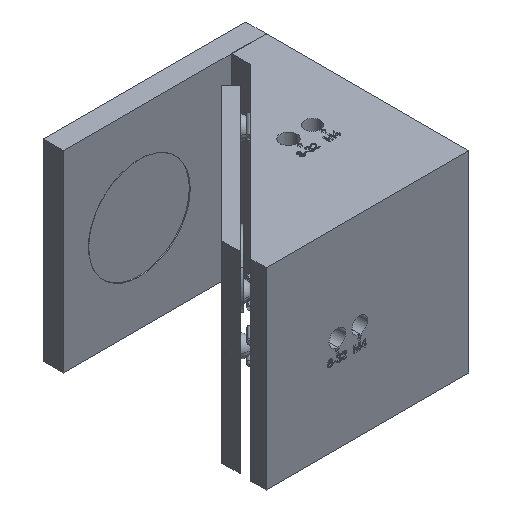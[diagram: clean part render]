
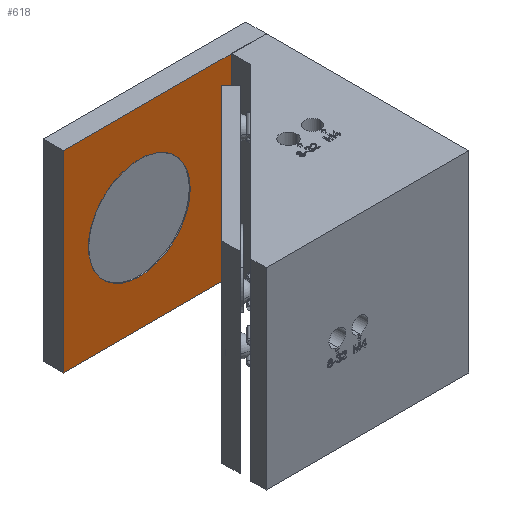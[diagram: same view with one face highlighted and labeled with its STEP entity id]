
A CAD part, isometric view. The second image highlights one B-rep face of the part: STEP entity #618.
In plain terms, the highlighted planar face has unit normal (0, -1, 0).
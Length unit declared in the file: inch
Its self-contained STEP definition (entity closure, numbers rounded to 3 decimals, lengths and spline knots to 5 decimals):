
#184 = AXIS2_PLACEMENT_3D ( 'NONE', #37828, #22930, #8153 ) ;
#618 = ADVANCED_FACE ( 'NONE', ( #21989, #31900, #24320, #39968 ), #40873, .F. ) ;
#677 = AXIS2_PLACEMENT_3D ( 'NONE', #42871, #25430, #35308 ) ;
#1371 = CIRCLE ( 'NONE', #14600, 0.06425 ) ;
#1834 = EDGE_LOOP ( 'NONE', ( #44400, #39635, #30883, #5575 ) ) ;
#2395 = VERTEX_POINT ( 'NONE', #45464 ) ;
#3055 = CARTESIAN_POINT ( 'NONE',  ( 0.95021, 1.61268, 0.2 ) ) ;
#3955 = VERTEX_POINT ( 'NONE', #3055 ) ;
#4473 = EDGE_CURVE ( 'NONE', #16106, #30830, #25855, .T. ) ;
#4561 = DIRECTION ( 'NONE',  ( 0., 1., 0. ) ) ;
#5023 = DIRECTION ( 'NONE',  ( -1., 0., 0. ) ) ;
#5575 = ORIENTED_EDGE ( 'NONE', *, *, #38836, .T. ) ;
#5641 = CARTESIAN_POINT ( 'NONE',  ( 1.18346, 1.61268, 0. ) ) ;
#6115 = VECTOR ( 'NONE', #6560, 39.37008 ) ;
#6560 = DIRECTION ( 'NONE',  ( 1., 0., 0. ) ) ;
#6812 = CARTESIAN_POINT ( 'NONE',  ( 1.18346, 1.61268, 1.9 ) ) ;
#8153 = DIRECTION ( 'NONE',  ( 1., 0., 0. ) ) ;
#8442 = EDGE_CURVE ( 'NONE', #3955, #23587, #20089, .T. ) ;
#8810 = DIRECTION ( 'NONE',  ( -1., 0., 0. ) ) ;
#9383 = DIRECTION ( 'NONE',  ( 0., 1., 0. ) ) ;
#14600 = AXIS2_PLACEMENT_3D ( 'NONE', #27582, #9383, #38562 ) ;
#14674 = DIRECTION ( 'NONE',  ( 0., -1., 0. ) ) ;
#14698 = EDGE_CURVE ( 'NONE', #39380, #27301, #21511, .T. ) ;
#15593 = DIRECTION ( 'NONE',  ( -1., 0., 0. ) ) ;
#15794 = CARTESIAN_POINT ( 'NONE',  ( -0.81654, 1.61268, 1.9 ) ) ;
#15958 = CARTESIAN_POINT ( 'NONE',  ( 1.01446, 1.61268, 1.7 ) ) ;
#16106 = VERTEX_POINT ( 'NONE', #15794 ) ;
#16359 = CARTESIAN_POINT ( 'NONE',  ( 1.01446, 1.61268, 1.7 ) ) ;
#17517 = CIRCLE ( 'NONE', #30888, 0.06425 ) ;
#17523 = CARTESIAN_POINT ( 'NONE',  ( 0.43446, 1.61268, 0.95 ) ) ;
#18868 = LINE ( 'NONE', #24920, #19441 ) ;
#18969 = ORIENTED_EDGE ( 'NONE', *, *, #38394, .T. ) ;
#19441 = VECTOR ( 'NONE', #28048, 39.37008 ) ;
#19798 = DIRECTION ( 'NONE',  ( 0., 1., 0. ) ) ;
#19808 = DIRECTION ( 'NONE',  ( 1., 0., 0. ) ) ;
#20028 = DIRECTION ( 'NONE',  ( 0., 1., 0. ) ) ;
#20089 = CIRCLE ( 'NONE', #677, 0.06425 ) ;
#21511 = CIRCLE ( 'NONE', #184, 0.501 ) ;
#21989 = FACE_BOUND ( 'NONE', #27832, .T. ) ;
#22368 = VERTEX_POINT ( 'NONE', #24380 ) ;
#22567 = EDGE_CURVE ( 'NONE', #33780, #30830, #18868, .T. ) ;
#22604 = AXIS2_PLACEMENT_3D ( 'NONE', #16359, #19798, #5023 ) ;
#22930 = DIRECTION ( 'NONE',  ( 0., -1., 0. ) ) ;
#22979 = ORIENTED_EDGE ( 'NONE', *, *, #14698, .F. ) ;
#23437 = CARTESIAN_POINT ( 'NONE',  ( -0.81654, 1.61268, 0. ) ) ;
#23567 = AXIS2_PLACEMENT_3D ( 'NONE', #44596, #4561, #15593 ) ;
#23587 = VERTEX_POINT ( 'NONE', #39026 ) ;
#24320 = FACE_BOUND ( 'NONE', #48044, .T. ) ;
#24380 = CARTESIAN_POINT ( 'NONE',  ( 1.07871, 1.61268, 1.7 ) ) ;
#24626 = ORIENTED_EDGE ( 'NONE', *, *, #31095, .T. ) ;
#24699 = VECTOR ( 'NONE', #27369, 39.37008 ) ;
#24920 = CARTESIAN_POINT ( 'NONE',  ( 1.18346, 1.61268, 0. ) ) ;
#25239 = DIRECTION ( 'NONE',  ( 1., 0., 0. ) ) ;
#25430 = DIRECTION ( 'NONE',  ( 0., 1., 0. ) ) ;
#25560 = CARTESIAN_POINT ( 'NONE',  ( -0.81654, 1.61268, 1.9 ) ) ;
#25666 = CARTESIAN_POINT ( 'NONE',  ( -0.56754, 1.61268, 0.95 ) ) ;
#25855 = LINE ( 'NONE', #25560, #6115 ) ;
#27301 = VERTEX_POINT ( 'NONE', #17523 ) ;
#27369 = DIRECTION ( 'NONE',  ( 0., 0., 1. ) ) ;
#27582 = CARTESIAN_POINT ( 'NONE',  ( 1.01446, 1.61268, 0.2 ) ) ;
#27832 = EDGE_LOOP ( 'NONE', ( #31987, #22979 ) ) ;
#28048 = DIRECTION ( 'NONE',  ( 0., 0., 1. ) ) ;
#30830 = VERTEX_POINT ( 'NONE', #6812 ) ;
#30883 = ORIENTED_EDGE ( 'NONE', *, *, #47457, .F. ) ;
#30888 = AXIS2_PLACEMENT_3D ( 'NONE', #15958, #20028, #8810 ) ;
#31095 = EDGE_CURVE ( 'NONE', #23587, #3955, #1371, .T. ) ;
#31900 = FACE_BOUND ( 'NONE', #35916, .T. ) ;
#31987 = ORIENTED_EDGE ( 'NONE', *, *, #43058, .F. ) ;
#33534 = CARTESIAN_POINT ( 'NONE',  ( -0.81654, 1.61268, 0. ) ) ;
#33780 = VERTEX_POINT ( 'NONE', #5641 ) ;
#34031 = CIRCLE ( 'NONE', #22604, 0.06425 ) ;
#34396 = ORIENTED_EDGE ( 'NONE', *, *, #46200, .T. ) ;
#35308 = DIRECTION ( 'NONE',  ( -1., 0., 0. ) ) ;
#35916 = EDGE_LOOP ( 'NONE', ( #41278, #24626 ) ) ;
#37437 = LINE ( 'NONE', #23437, #24699 ) ;
#37828 = CARTESIAN_POINT ( 'NONE',  ( -0.06654, 1.61268, 0.95 ) ) ;
#38394 = EDGE_CURVE ( 'NONE', #22368, #2395, #17517, .T. ) ;
#38562 = DIRECTION ( 'NONE',  ( -1., 0., 0. ) ) ;
#38836 = EDGE_CURVE ( 'NONE', #41763, #33780, #40099, .T. ) ;
#39026 = CARTESIAN_POINT ( 'NONE',  ( 1.07871, 1.61268, 0.2 ) ) ;
#39041 = CARTESIAN_POINT ( 'NONE',  ( -0.81654, 1.61268, 0. ) ) ;
#39380 = VERTEX_POINT ( 'NONE', #25666 ) ;
#39635 = ORIENTED_EDGE ( 'NONE', *, *, #4473, .F. ) ;
#39968 = FACE_OUTER_BOUND ( 'NONE', #1834, .T. ) ;
#40099 = LINE ( 'NONE', #39041, #41270 ) ;
#40873 = PLANE ( 'NONE',  #23567 ) ;
#41270 = VECTOR ( 'NONE', #19808, 39.37008 ) ;
#41278 = ORIENTED_EDGE ( 'NONE', *, *, #8442, .T. ) ;
#41763 = VERTEX_POINT ( 'NONE', #33534 ) ;
#42112 = CIRCLE ( 'NONE', #45517, 0.501 ) ;
#42871 = CARTESIAN_POINT ( 'NONE',  ( 1.01446, 1.61268, 0.2 ) ) ;
#43058 = EDGE_CURVE ( 'NONE', #27301, #39380, #42112, .T. ) ;
#44151 = CARTESIAN_POINT ( 'NONE',  ( -0.06654, 1.61268, 0.95 ) ) ;
#44400 = ORIENTED_EDGE ( 'NONE', *, *, #22567, .T. ) ;
#44596 = CARTESIAN_POINT ( 'NONE',  ( -0.81654, 1.61268, 0. ) ) ;
#45464 = CARTESIAN_POINT ( 'NONE',  ( 0.95021, 1.61268, 1.7 ) ) ;
#45517 = AXIS2_PLACEMENT_3D ( 'NONE', #44151, #14674, #25239 ) ;
#46200 = EDGE_CURVE ( 'NONE', #2395, #22368, #34031, .T. ) ;
#47457 = EDGE_CURVE ( 'NONE', #41763, #16106, #37437, .T. ) ;
#48044 = EDGE_LOOP ( 'NONE', ( #34396, #18969 ) ) ;
